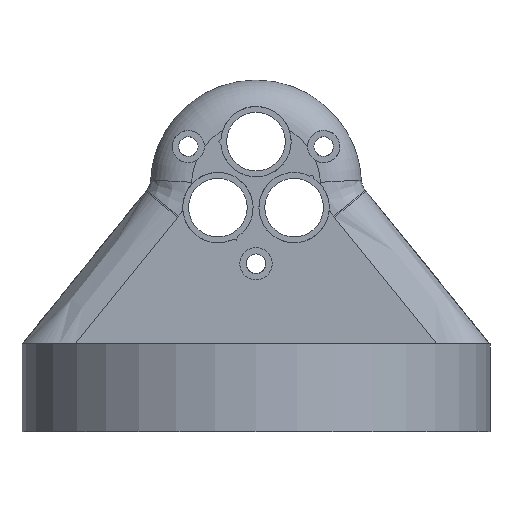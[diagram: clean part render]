
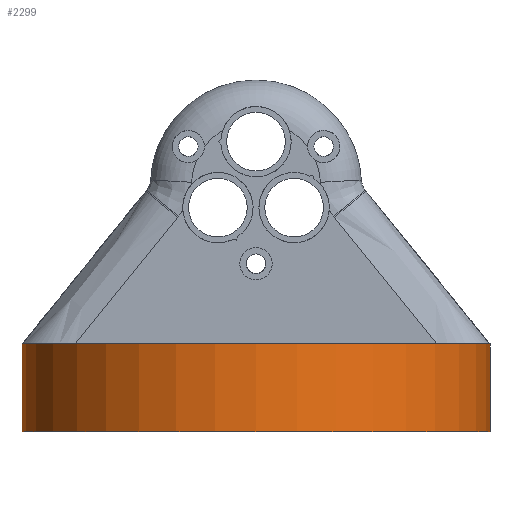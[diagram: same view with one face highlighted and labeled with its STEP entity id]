
A CAD part, front view. The second image highlights one B-rep face of the part: STEP entity #2299.
In plain terms, the highlighted cylindrical face has radius 39.9 mm (diameter 79.8 mm), a full revolution.
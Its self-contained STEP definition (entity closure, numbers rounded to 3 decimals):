
#145=LINE('',#5220,#265);
#265=VECTOR('',#3181,39.9);
#317=CYLINDRICAL_SURFACE('',#2562,39.9);
#537=FACE_OUTER_BOUND('',#706,.T.);
#706=EDGE_LOOP('',(#2142,#2143,#2144,#2145));
#898=CIRCLE('',#2525,39.9);
#913=CIRCLE('',#2542,39.9);
#1114=VERTEX_POINT('',#5155);
#1122=VERTEX_POINT('',#5180);
#1435=EDGE_CURVE('',#1114,#1114,#898,.T.);
#1450=EDGE_CURVE('',#1122,#1122,#913,.T.);
#1469=EDGE_CURVE('',#1114,#1122,#145,.T.);
#2142=ORIENTED_EDGE('',*,*,#1435,.F.);
#2143=ORIENTED_EDGE('',*,*,#1469,.T.);
#2144=ORIENTED_EDGE('',*,*,#1450,.F.);
#2145=ORIENTED_EDGE('',*,*,#1469,.F.);
#2299=ADVANCED_FACE('',(#537),#317,.T.);
#2525=AXIS2_PLACEMENT_3D('',#5156,#3096,#3097);
#2542=AXIS2_PLACEMENT_3D('',#5181,#3130,#3131);
#2562=AXIS2_PLACEMENT_3D('',#5219,#3179,#3180);
#3096=DIRECTION('center_axis',(0.,0.,-1.));
#3097=DIRECTION('ref_axis',(-1.,0.,0.));
#3130=DIRECTION('center_axis',(0.,0.,1.));
#3131=DIRECTION('ref_axis',(-1.,0.,0.));
#3179=DIRECTION('center_axis',(0.,0.,-1.));
#3180=DIRECTION('ref_axis',(-1.,0.,0.));
#3181=DIRECTION('',(0.,0.,1.));
#5155=CARTESIAN_POINT('',(581.824,131.924,-3.8));
#5156=CARTESIAN_POINT('Origin',(541.924,131.924,-3.8));
#5180=CARTESIAN_POINT('',(581.824,131.924,11.2));
#5181=CARTESIAN_POINT('Origin',(541.924,131.924,11.2));
#5219=CARTESIAN_POINT('Origin',(541.924,131.924,11.2));
#5220=CARTESIAN_POINT('',(581.824,131.924,11.2));
